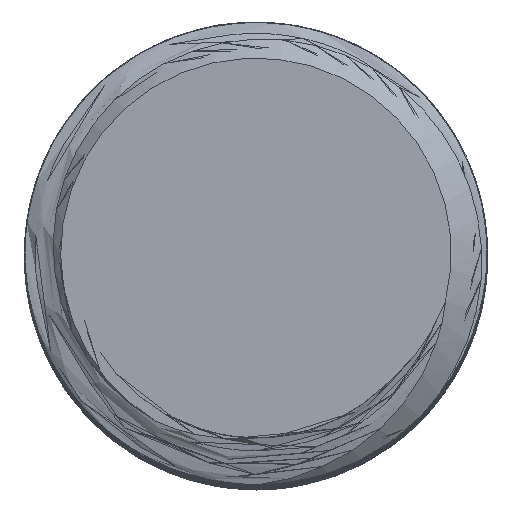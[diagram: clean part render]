
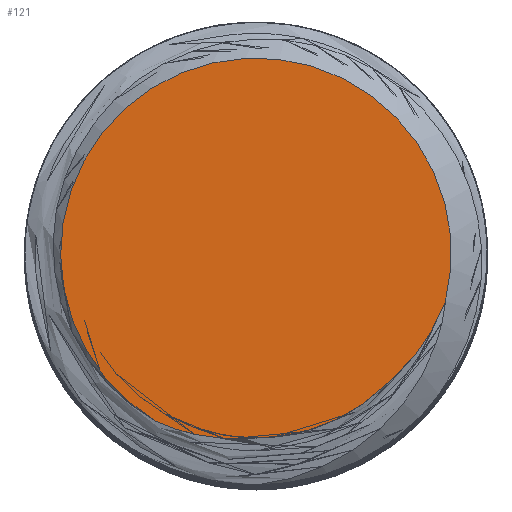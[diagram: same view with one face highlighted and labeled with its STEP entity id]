
A CAD part, top view. The second image highlights one B-rep face of the part: STEP entity #121.
In plain terms, the highlighted planar face has unit normal (0, 0, 1).
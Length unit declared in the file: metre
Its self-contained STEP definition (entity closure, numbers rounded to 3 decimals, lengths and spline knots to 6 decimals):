
#16=B_SPLINE_CURVE_WITH_KNOTS('',3,(#1502,#1503,#1504,#1505),
 .UNSPECIFIED.,.F.,.F.,(4,4),(0.000535,0.002308),
 .UNSPECIFIED.);
#17=B_SPLINE_CURVE_WITH_KNOTS('',3,(#1510,#1511,#1512,#1513),
 .UNSPECIFIED.,.F.,.F.,(4,4),(0.,0.001771),.UNSPECIFIED.);
#24=PLANE('',#144);
#34=ORIENTED_EDGE('',*,*,#70,.F.);
#35=ORIENTED_EDGE('',*,*,#71,.T.);
#36=ORIENTED_EDGE('',*,*,#72,.F.);
#37=ORIENTED_EDGE('',*,*,#73,.F.);
#70=EDGE_CURVE('',#88,#89,#16,.T.);
#71=EDGE_CURVE('',#88,#90,#98,.T.);
#72=EDGE_CURVE('',#91,#90,#17,.T.);
#73=EDGE_CURVE('',#89,#91,#99,.F.);
#88=VERTEX_POINT('',#1506);
#89=VERTEX_POINT('',#1507);
#90=VERTEX_POINT('',#1509);
#91=VERTEX_POINT('',#1514);
#98=CIRCLE('',#145,0.003375);
#99=CIRCLE('',#146,0.003188);
#103=EDGE_LOOP('',(#34,#35,#36,#37));
#111=FACE_BOUND('',#103,.T.);
#121=ADVANCED_FACE('',(#111),#24,.T.);
#144=AXIS2_PLACEMENT_3D('',#1501,#161,#162);
#145=AXIS2_PLACEMENT_3D('',#1508,#163,#164);
#146=AXIS2_PLACEMENT_3D('',#1515,#165,#166);
#161=DIRECTION('',(0.,0.,1.));
#162=DIRECTION('',(1.,0.,0.));
#163=DIRECTION('',(0.,0.,1.));
#164=DIRECTION('',(1.,0.,0.));
#165=DIRECTION('',(0.,0.,1.));
#166=DIRECTION('',(1.,0.,0.));
#1501=CARTESIAN_POINT('',(0.,0.,0.025));
#1502=CARTESIAN_POINT('',(0.003273,-0.000823,0.025));
#1503=CARTESIAN_POINT('',(0.003071,-0.001378,0.025));
#1504=CARTESIAN_POINT('',(0.002719,-0.001876,0.025));
#1505=CARTESIAN_POINT('',(0.002254,-0.002254,0.025));
#1506=CARTESIAN_POINT('',(0.003273,-0.000823,0.025));
#1507=CARTESIAN_POINT('',(0.002254,-0.002254,0.025));
#1508=CARTESIAN_POINT('',(0.,0.,0.025));
#1509=CARTESIAN_POINT('',(-0.001733,-0.002896,0.025));
#1510=CARTESIAN_POINT('',(0.,-0.003188,0.025));
#1511=CARTESIAN_POINT('',(-0.000595,-0.003249,0.025));
#1512=CARTESIAN_POINT('',(-0.001197,-0.003146,0.025));
#1513=CARTESIAN_POINT('',(-0.001733,-0.002896,0.025));
#1514=CARTESIAN_POINT('',(0.,-0.003188,0.025));
#1515=CARTESIAN_POINT('',(0.,0.,0.025));
